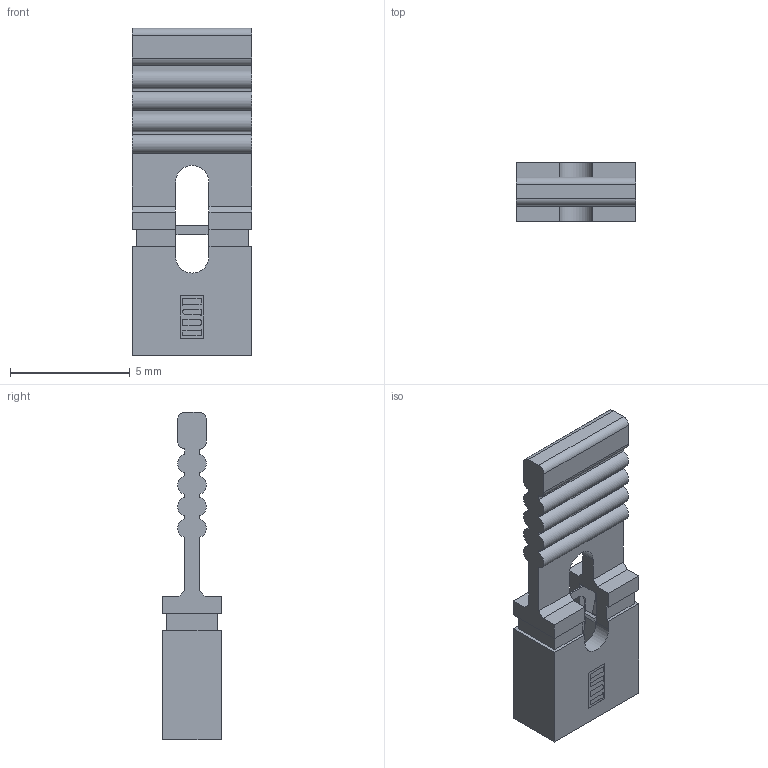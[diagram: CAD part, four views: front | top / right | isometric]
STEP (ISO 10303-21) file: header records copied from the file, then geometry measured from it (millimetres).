
FILE_DESCRIPTION(('FreeCAD Model'),'2;1');
FILE_NAME('Open CASCADE Shape Model','2025-11-07T14:55:22',(''),(''), 'Open CASCADE STEP processor 7.8','FreeCAD','Unknown');
FILE_SCHEMA(('AUTOMOTIVE_DESIGN { 1 0 10303 214 1 1 1 1 }'));
Length unit declared in the file: millimetre
Products named in the file (4): NPC02SXON-RC; 1; 2; logo
Assembly tree (3 placements, depth 2):
  NPC02SXON-RC
    1
    2
    logo
Bounding box: 5 x 2.44 x 13.7 mm (x, y, z)
Volume: 78.6 mm3; surface area: 316.8 mm2
Topology: 3 solids, 3 shells, 174 faces, 517 edges, 338 vertices
Faces by surface type: plane 136, cylinder 38
Entity records: 5897 total; most frequent: ORIENTED_EDGE 1034, CARTESIAN_POINT 1033, DIRECTION 951, EDGE_CURVE 517, LINE 439, VECTOR 439, VERTEX_POINT 338, AXIS2_PLACEMENT_3D 256
